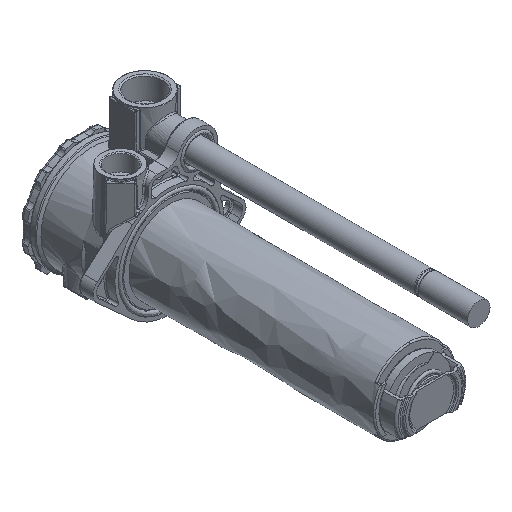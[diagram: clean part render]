
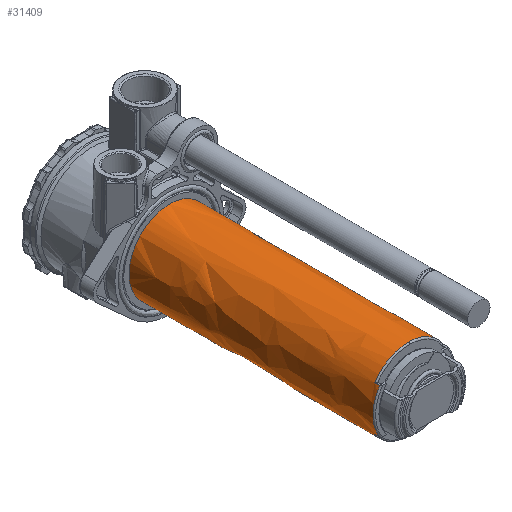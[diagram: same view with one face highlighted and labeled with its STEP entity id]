
A CAD part, isometric view. The second image highlights one B-rep face of the part: STEP entity #31409.
In plain terms, the highlighted free-form (B-spline) face has degree [2, 1] with [7, 2] control points.
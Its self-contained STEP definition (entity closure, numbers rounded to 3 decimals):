
#30916=CARTESIAN_POINT('V1462',(30.383,
   -214.2,20.0));
#30917=VERTEX_POINT('V1462',#30916);
#30918=CARTESIAN_POINT('V1451',(30.383,
   -218.7,20.0));
#30919=VERTEX_POINT('V1451',#30918);
#30920=CARTESIAN_POINT('E2407',(30.383,
   -214.2,20.0));
#30921=CARTESIAN_POINT('E2407',(30.383,
   -218.7,20.0));
#30922=B_SPLINE_CURVE_WITH_KNOTS('E2407',1,(#30920,#30921),
   .POLYLINE_FORM.,.F.,.U.,(2,2),(0.0,1.),
   .UNSPECIFIED.);
#30923=EDGE_CURVE('E2407',#30917,#30919,#30922,.T.);
#30988=CARTESIAN_POINT('V1454',(30.383,
   -218.7,-20.0));
#30989=VERTEX_POINT('V1454',#30988);
#30999=CARTESIAN_POINT('E2388',(30.383,
   -218.7,20.));
#31000=CARTESIAN_POINT('E2388',(43.548,
   -218.7,0.));
#31001=CARTESIAN_POINT('E2388',(30.383,
   -218.7,-20.));
#31009=(BOUNDED_CURVE()B_SPLINE_CURVE(2,(#30999,#31000,#31001),
   .CIRCULAR_ARC.,.F.,.U.)B_SPLINE_CURVE_WITH_KNOTS((3,3),(
   2.448,24.124),.UNSPECIFIED.)CURVE()
   GEOMETRIC_REPRESENTATION_ITEM()RATIONAL_B_SPLINE_CURVE((
   0.993,0.83,0.993))
   REPRESENTATION_ITEM('E2388'));
#31010=EDGE_CURVE('E2388',#30919,#30989,#31009,.T.);
#31027=CARTESIAN_POINT('V1455',(30.383,
   -214.2,-20.0));
#31028=VERTEX_POINT('V1455',#31027);
#31037=CARTESIAN_POINT('E2414',(30.383,
   -218.7,-20.0));
#31038=CARTESIAN_POINT('E2414',(30.383,
   -214.2,-20.0));
#31039=B_SPLINE_CURVE_WITH_KNOTS('E2414',1,(#31037,#31038),
   .POLYLINE_FORM.,.F.,.U.,(2,2),(0.267,
   1.267),.UNSPECIFIED.);
#31040=EDGE_CURVE('E2414',#30989,#31028,#31039,.T.);
#31081=CARTESIAN_POINT('V1456',(-30.383,
   -214.2,-20.0));
#31082=VERTEX_POINT('V1456',#31081);
#31091=CARTESIAN_POINT('E2391',(30.383,
   -214.2,-20.0));
#31092=CARTESIAN_POINT('E2391',(0.,-214.2,
   -66.157));
#31093=CARTESIAN_POINT('E2391',(-30.383,
   -214.2,-20.0));
#31101=(BOUNDED_CURVE()B_SPLINE_CURVE(2,(#31091,#31092,#31093),
   .CIRCULAR_ARC.,.F.,.U.)B_SPLINE_CURVE_WITH_KNOTS((3,3),(2.0,
   38.898),.UNSPECIFIED.)CURVE()
   GEOMETRIC_REPRESENTATION_ITEM()RATIONAL_B_SPLINE_CURVE((1.0,
   0.55,1.0))REPRESENTATION_ITEM('E2391'));
#31102=EDGE_CURVE('E2391',#31028,#31082,#31101,.T.);
#31119=CARTESIAN_POINT('V1457',(-30.383,
   -218.7,-20.0));
#31120=VERTEX_POINT('V1457',#31119);
#31130=CARTESIAN_POINT('E2411',(-30.383,
   -214.2,-20.0));
#31131=CARTESIAN_POINT('E2411',(-30.383,
   -218.7,-20.0));
#31132=B_SPLINE_CURVE_WITH_KNOTS('E2411',1,(#31130,#31131),
   .POLYLINE_FORM.,.F.,.U.,(2,2),(0.267,
   1.267),.UNSPECIFIED.);
#31133=EDGE_CURVE('E2411',#31082,#31120,#31132,.T.);
#31174=CARTESIAN_POINT('V1460',(-30.383,
   -218.7,20.0));
#31175=VERTEX_POINT('V1460',#31174);
#31185=CARTESIAN_POINT('E2395',(-30.383,
   -218.7,-20.));
#31186=CARTESIAN_POINT('E2395',(-43.548,
   -218.7,0.));
#31187=CARTESIAN_POINT('E2395',(-30.383,
   -218.7,20.));
#31195=(BOUNDED_CURVE()B_SPLINE_CURVE(2,(#31185,#31186,#31187),
   .CIRCULAR_ARC.,.F.,.U.)B_SPLINE_CURVE_WITH_KNOTS((3,3),(
   2.448,24.124),.UNSPECIFIED.)CURVE()
   GEOMETRIC_REPRESENTATION_ITEM()RATIONAL_B_SPLINE_CURVE((
   0.993,0.83,0.993))
   REPRESENTATION_ITEM('E2395'));
#31196=EDGE_CURVE('E2395',#31120,#31175,#31195,.T.);
#31213=CARTESIAN_POINT('V1463',(-30.383,
   -214.2,20.0));
#31214=VERTEX_POINT('V1463',#31213);
#31224=CARTESIAN_POINT('E2408',(-30.383,
   -218.7,20.0));
#31225=CARTESIAN_POINT('E2408',(-30.383,
   -214.2,20.0));
#31226=B_SPLINE_CURVE_WITH_KNOTS('E2408',1,(#31224,#31225),
   .POLYLINE_FORM.,.F.,.U.,(2,2),(0.267,
   1.267),.UNSPECIFIED.);
#31227=EDGE_CURVE('E2408',#31175,#31214,#31226,.T.);
#31268=CARTESIAN_POINT('V1461',(0.,-214.2,
   36.375));
#31269=VERTEX_POINT('V1461',#31268);
#31283=CARTESIAN_POINT('E2400',(-30.383,
   -214.2,20.0));
#31284=CARTESIAN_POINT('E2400',(-19.604,
   -214.2,36.375));
#31285=CARTESIAN_POINT('E2400',(0.,-214.2,
   36.375));
#31293=(BOUNDED_CURVE()B_SPLINE_CURVE(2,(#31283,#31284,#31285),
   .CIRCULAR_ARC.,.F.,.U.)B_SPLINE_CURVE_WITH_KNOTS((3,3),(2.0,
   20.449),.UNSPECIFIED.)CURVE()
   GEOMETRIC_REPRESENTATION_ITEM()RATIONAL_B_SPLINE_CURVE((1.0,
   0.88,1.0))REPRESENTATION_ITEM('E2400'));
#31294=EDGE_CURVE('E2400',#31214,#31269,#31293,.T.);
#31335=CARTESIAN_POINT('E2398',(0.,-214.2,
   36.375));
#31336=CARTESIAN_POINT('E2398',(19.604,
   -214.2,36.375));
#31337=CARTESIAN_POINT('E2398',(30.383,
   -214.2,20.0));
#31345=(BOUNDED_CURVE()B_SPLINE_CURVE(2,(#31335,#31336,#31337),
   .CIRCULAR_ARC.,.F.,.U.)B_SPLINE_CURVE_WITH_KNOTS((3,3),(2.0,
   20.449),.UNSPECIFIED.)CURVE()
   GEOMETRIC_REPRESENTATION_ITEM()RATIONAL_B_SPLINE_CURVE((1.0,
   0.88,1.0))REPRESENTATION_ITEM('E2398'));
#31346=EDGE_CURVE('E2398',#31269,#30917,#31345,.T.);
#31351=CARTESIAN_POINT('F932',(0.,9.6,
   36.375));
#31352=CARTESIAN_POINT('F932',(-63.003,9.6,
   36.375));
#31353=CARTESIAN_POINT('F932',(-31.502,9.6,
   -18.188));
#31354=CARTESIAN_POINT('F932',(0.,9.6,
   -72.75));
#31355=CARTESIAN_POINT('F932',(31.502,9.6,
   -18.188));
#31356=CARTESIAN_POINT('F932',(63.003,9.6,
   36.375));
#31357=CARTESIAN_POINT('F932',(0.,9.6,
   36.375));
#31358=CARTESIAN_POINT('F932',(0.,-219.9,
   36.375));
#31359=CARTESIAN_POINT('F932',(-63.003,
   -219.9,36.375));
#31360=CARTESIAN_POINT('F932',(-31.502,
   -219.9,-18.188));
#31361=CARTESIAN_POINT('F932',(0.,-219.9,
   -72.75));
#31362=CARTESIAN_POINT('F932',(31.502,
   -219.9,-18.188));
#31363=CARTESIAN_POINT('F932',(63.003,
   -219.9,36.375));
#31364=CARTESIAN_POINT('F932',(0.,-219.9,
   36.375));
#31372=(BOUNDED_SURFACE()B_SPLINE_SURFACE(2,1,((#31351,#31358),(
   #31352,#31359),(#31353,#31360),(#31354,#31361),(#31355,
   #31362),(#31356,#31363),(#31357,#31364)),.CYLINDRICAL_SURF.,
   .T.,.F.,.U.)B_SPLINE_SURFACE_WITH_KNOTS((3,2,2,3),(2,2),(0.0,
   0.549,1.098,1.647),(0.0,1.0),
   .UNSPECIFIED.)GEOMETRIC_REPRESENTATION_ITEM()
   RATIONAL_B_SPLINE_SURFACE(((1.0,1.0),(0.5,
   0.5),(1.0,1.0),(0.5,
   0.5),(1.0,1.0),(0.5,
   0.5),(1.0,1.0)))REPRESENTATION_ITEM('F932')
   SURFACE());
#31373=CARTESIAN_POINT('V354',(0.,0.,
   36.375));
#31374=VERTEX_POINT('V354',#31373);
#31375=CARTESIAN_POINT('E476',(0.,0.,
   36.375));
#31376=CARTESIAN_POINT('E476',(63.003,0.,
   36.375));
#31377=CARTESIAN_POINT('E476',(31.502,0.,
   -18.188));
#31378=CARTESIAN_POINT('E476',(0.,0.,
   -72.75));
#31379=CARTESIAN_POINT('E476',(-31.502,0.,
   -18.188));
#31380=CARTESIAN_POINT('E476',(-63.003,0.,
   36.375));
#31381=CARTESIAN_POINT('E476',(0.,0.,
   36.375));
#31389=(BOUNDED_CURVE()B_SPLINE_CURVE(2,(#31375,#31376,#31377,
   #31378,#31379,#31380,#31381),.CIRCULAR_ARC.,.T.,.U.)
   B_SPLINE_CURVE_WITH_KNOTS((3,2,2,3),(0.0,0.333,
   0.667,1.0),.UNSPECIFIED.)CURVE()
   GEOMETRIC_REPRESENTATION_ITEM()RATIONAL_B_SPLINE_CURVE((1.0,
   0.5,1.0,0.5,1.0,0.5,1.0)
   )REPRESENTATION_ITEM('E476'));
#31390=EDGE_CURVE('E476',#31374,#31374,#31389,.T.);
#31391=ORIENTED_EDGE('E476',*,*,#31390,.F.);
#31392=CARTESIAN_POINT('E2419',(0.,-214.2,
   36.375));
#31393=CARTESIAN_POINT('E2419',(0.,0.,
   36.375));
#31394=B_SPLINE_CURVE_WITH_KNOTS('E2419',1,(#31392,#31393),
   .POLYLINE_FORM.,.F.,.U.,(2,2),(0.025,
   0.958),.UNSPECIFIED.);
#31395=EDGE_CURVE('E2419',#31269,#31374,#31394,.T.);
#31396=ORIENTED_EDGE('E2419',*,*,#31395,.F.);
#31397=ORIENTED_EDGE('F920',*,*,#31346,.T.);
#31398=ORIENTED_EDGE('E2407',*,*,#30923,.T.);
#31399=ORIENTED_EDGE('F917',*,*,#31010,.T.);
#31400=ORIENTED_EDGE('E2414',*,*,#31040,.T.);
#31401=ORIENTED_EDGE('F918',*,*,#31102,.T.);
#31402=ORIENTED_EDGE('E2411',*,*,#31133,.T.);
#31403=ORIENTED_EDGE('F919',*,*,#31196,.T.);
#31404=ORIENTED_EDGE('E2408',*,*,#31227,.T.);
#31405=ORIENTED_EDGE('F921',*,*,#31294,.T.);
#31406=ORIENTED_EDGE('E2419',*,*,#31395,.T.);
#31407=EDGE_LOOP('F932',(#31391,#31396,#31397,#31398,#31399,#31400,
   #31401,#31402,#31403,#31404,#31405,#31406));
#31408=FACE_OUTER_BOUND('F932',#31407,.T.);
#31409=ADVANCED_FACE('F932',(#31408),#31372,.T.);
